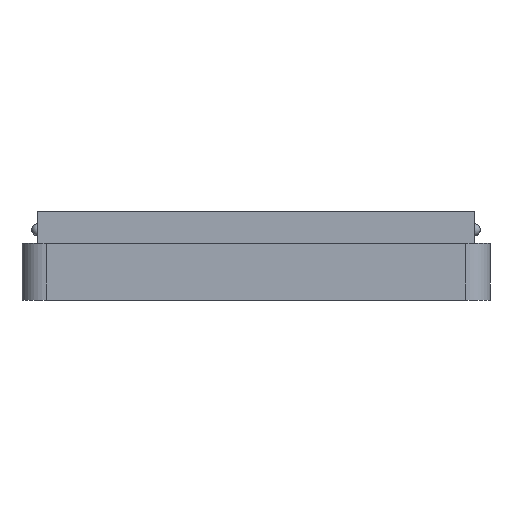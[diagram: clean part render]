
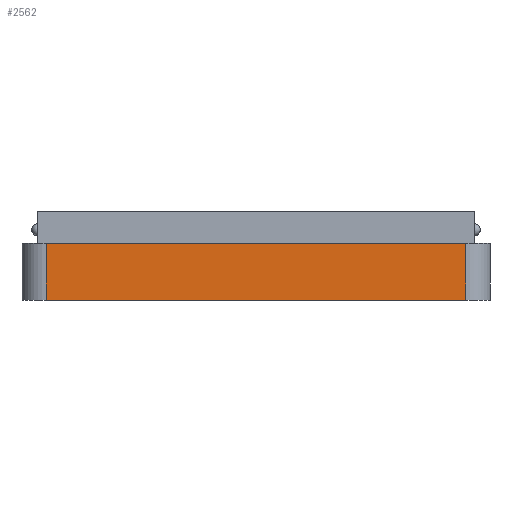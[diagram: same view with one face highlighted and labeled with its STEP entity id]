
A CAD part, left-side view. The second image highlights one B-rep face of the part: STEP entity #2562.
In plain terms, the highlighted planar face has unit normal (-1, 0, 0).
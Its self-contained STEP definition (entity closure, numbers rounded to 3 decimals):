
#37 = CARTESIAN_POINT ( 'NONE',  ( -3.95, 33.925, -0.083 ) ) ;
#60 = EDGE_CURVE ( 'NONE', #1657, #2570, #941, .T. ) ;
#141 = VECTOR ( 'NONE', #2877, 1000. ) ;
#570 = DIRECTION ( 'NONE',  ( 0., -1., 0. ) ) ;
#604 = CARTESIAN_POINT ( 'NONE',  ( -3.95, 33.925, -0.083 ) ) ;
#774 = PLANE ( 'NONE',  #2642 ) ;
#804 = VECTOR ( 'NONE', #570, 1000. ) ;
#899 = DIRECTION ( 'NONE',  ( 0., -1., 0. ) ) ;
#941 = LINE ( 'NONE', #1790, #2056 ) ;
#992 = DIRECTION ( 'NONE',  ( 0., 1., 0. ) ) ;
#1128 = LINE ( 'NONE', #3055, #804 ) ;
#1251 = VERTEX_POINT ( 'NONE', #2107 ) ;
#1290 = ORIENTED_EDGE ( 'NONE', *, *, #2021, .T. ) ;
#1528 = ORIENTED_EDGE ( 'NONE', *, *, #3195, .T. ) ;
#1613 = CARTESIAN_POINT ( 'NONE',  ( -3.95, 35.925, 4.642 ) ) ;
#1657 = VERTEX_POINT ( 'NONE', #37 ) ;
#1790 = CARTESIAN_POINT ( 'NONE',  ( -3.95, 35.925, -0.083 ) ) ;
#2017 = VERTEX_POINT ( 'NONE', #3422 ) ;
#2021 = EDGE_CURVE ( 'NONE', #2017, #1657, #2617, .T. ) ;
#2056 = VECTOR ( 'NONE', #899, 1000. ) ;
#2107 = CARTESIAN_POINT ( 'NONE',  ( -3.95, -0.925, 4.642 ) ) ;
#2272 = EDGE_LOOP ( 'NONE', ( #2702, #1290, #3109, #1528 ) ) ;
#2363 = LINE ( 'NONE', #3479, #141 ) ;
#2384 = FACE_OUTER_BOUND ( 'NONE', #2272, .T. ) ;
#2562 = ADVANCED_FACE ( 'NONE', ( #2384 ), #774, .F. ) ;
#2570 = VERTEX_POINT ( 'NONE', #3492 ) ;
#2617 = LINE ( 'NONE', #604, #2689 ) ;
#2632 = DIRECTION ( 'NONE',  ( 0., 0., -1. ) ) ;
#2642 = AXIS2_PLACEMENT_3D ( 'NONE', #1613, #2924, #992 ) ;
#2689 = VECTOR ( 'NONE', #2632, 1000. ) ;
#2702 = ORIENTED_EDGE ( 'NONE', *, *, #3502, .F. ) ;
#2877 = DIRECTION ( 'NONE',  ( 0., 0., 1. ) ) ;
#2924 = DIRECTION ( 'NONE',  ( 1., 0., 0. ) ) ;
#3055 = CARTESIAN_POINT ( 'NONE',  ( -3.95, 35.925, 4.642 ) ) ;
#3109 = ORIENTED_EDGE ( 'NONE', *, *, #60, .T. ) ;
#3195 = EDGE_CURVE ( 'NONE', #2570, #1251, #2363, .T. ) ;
#3422 = CARTESIAN_POINT ( 'NONE',  ( -3.95, 33.925, 4.642 ) ) ;
#3479 = CARTESIAN_POINT ( 'NONE',  ( -3.95, -0.925, 4.642 ) ) ;
#3492 = CARTESIAN_POINT ( 'NONE',  ( -3.95, -0.925, -0.083 ) ) ;
#3502 = EDGE_CURVE ( 'NONE', #2017, #1251, #1128, .T. ) ;
